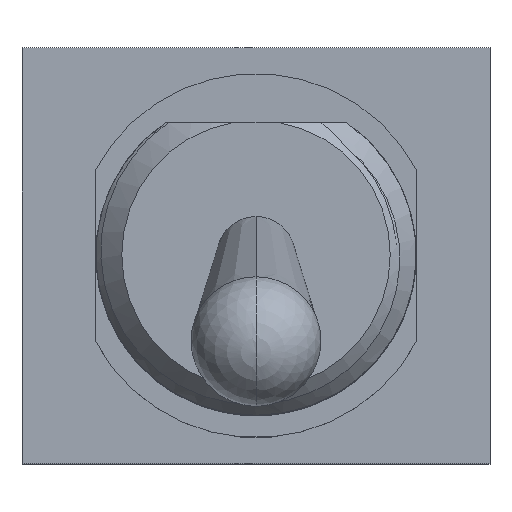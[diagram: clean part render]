
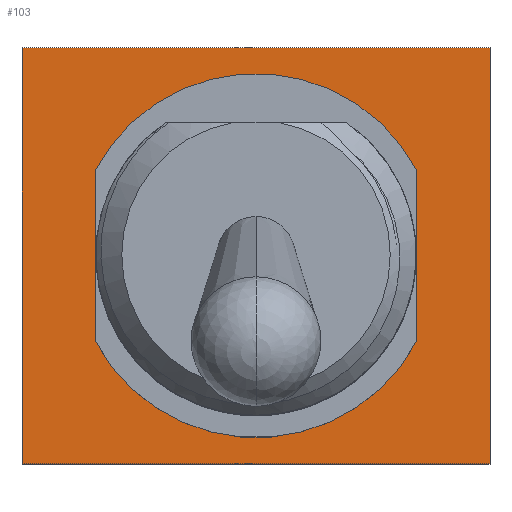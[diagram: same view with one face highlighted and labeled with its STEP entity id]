
A CAD part, top view. The second image highlights one B-rep face of the part: STEP entity #103.
In plain terms, the highlighted planar face has unit normal (0, 0, 1).
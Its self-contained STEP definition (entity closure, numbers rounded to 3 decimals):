
#103=ADVANCED_FACE('',(#267,#268),#269,.T.);
#267=FACE_OUTER_BOUND('',#1808,.T.);
#268=FACE_BOUND('',#1809,.T.);
#269=PLANE('',#1810);
#1808=EDGE_LOOP('',(#2317,#2318,#2319,#2320));
#1809=EDGE_LOOP('',(#2321,#2322,#2323,#2324));
#1810=AXIS2_PLACEMENT_3D('',#2325,#2326,#2327);
#2317=ORIENTED_EDGE('',*,*,#2854,.F.);
#2318=ORIENTED_EDGE('',*,*,#2855,.F.);
#2319=ORIENTED_EDGE('',*,*,#2856,.F.);
#2320=ORIENTED_EDGE('',*,*,#2857,.F.);
#2321=ORIENTED_EDGE('',*,*,#2853,.T.);
#2322=ORIENTED_EDGE('',*,*,#2851,.T.);
#2323=ORIENTED_EDGE('',*,*,#2849,.T.);
#2324=ORIENTED_EDGE('',*,*,#2847,.T.);
#2325=CARTESIAN_POINT('',(0.0,0.0,-18.796));
#2326=DIRECTION('',(0.0,0.0,1.0));
#2327=DIRECTION('',(1.0,0.0,0.0));
#2847=EDGE_CURVE('',#3219,#3217,#3220,.T.);
#2849=EDGE_CURVE('',#3222,#3219,#3223,.T.);
#2851=EDGE_CURVE('',#3225,#3222,#3226,.T.);
#2853=EDGE_CURVE('',#3217,#3225,#3228,.T.);
#2854=EDGE_CURVE('',#3229,#3230,#3231,.T.);
#2855=EDGE_CURVE('',#3232,#3229,#3233,.T.);
#2856=EDGE_CURVE('',#3234,#3232,#3235,.T.);
#2857=EDGE_CURVE('',#3230,#3234,#3236,.T.);
#3217=VERTEX_POINT('',#5953);
#3219=VERTEX_POINT('',#5956);
#3220=CIRCLE('',#5957,3.556);
#3222=VERTEX_POINT('',#5960);
#3223=LINE('',#5961,#5962);
#3225=VERTEX_POINT('',#5965);
#3226=CIRCLE('',#5966,3.556);
#3228=LINE('',#5969,#5970);
#3229=VERTEX_POINT('',#5971);
#3230=VERTEX_POINT('',#5972);
#3231=LINE('',#5973,#5974);
#3232=VERTEX_POINT('',#5975);
#3233=LINE('',#5976,#5977);
#3234=VERTEX_POINT('',#5978);
#3235=LINE('',#5979,#5980);
#3236=LINE('',#5981,#5982);
#5953=CARTESIAN_POINT('',(-3.131,-1.685,-18.796));
#5956=CARTESIAN_POINT('',(3.131,-1.685,-18.796));
#5957=AXIS2_PLACEMENT_3D('',#6349,#6350,#6351);
#5960=CARTESIAN_POINT('',(3.131,1.685,-18.796));
#5961=CARTESIAN_POINT('',(3.131,1.685,-18.796));
#5962=VECTOR('',#6353,3.371);
#5965=CARTESIAN_POINT('',(-3.131,1.685,-18.796));
#5966=AXIS2_PLACEMENT_3D('',#6355,#6356,#6357);
#5969=CARTESIAN_POINT('',(-3.131,-1.685,-18.796));
#5970=VECTOR('',#6359,3.371);
#5971=CARTESIAN_POINT('',(-4.572,-4.064,-18.796));
#5972=CARTESIAN_POINT('',(-4.572,4.064,-18.796));
#5973=CARTESIAN_POINT('',(-4.572,-4.064,-18.796));
#5974=VECTOR('',#6360,8.128);
#5975=CARTESIAN_POINT('',(4.572,-4.064,-18.796));
#5976=CARTESIAN_POINT('',(4.572,-4.064,-18.796));
#5977=VECTOR('',#6361,9.144);
#5978=CARTESIAN_POINT('',(4.572,4.064,-18.796));
#5979=CARTESIAN_POINT('',(4.572,4.064,-18.796));
#5980=VECTOR('',#6362,8.128);
#5981=CARTESIAN_POINT('',(-4.572,4.064,-18.796));
#5982=VECTOR('',#6363,9.144);
#6349=CARTESIAN_POINT('',(0.0,0.0,-18.796));
#6350=DIRECTION('',(0.0,0.0,-1.0));
#6351=DIRECTION('',(0.881,-0.474,0.0));
#6353=DIRECTION('',(0.0,-1.0,0.0));
#6355=CARTESIAN_POINT('',(0.,0.0,-18.796));
#6356=DIRECTION('',(0.0,0.0,-1.0));
#6357=DIRECTION('',(-0.881,0.474,0.0));
#6359=DIRECTION('',(0.0,1.0,0.0));
#6360=DIRECTION('',(0.0,1.0,0.0));
#6361=DIRECTION('',(-1.0,0.0,0.0));
#6362=DIRECTION('',(0.0,-1.0,0.0));
#6363=DIRECTION('',(1.0,0.0,0.0));
